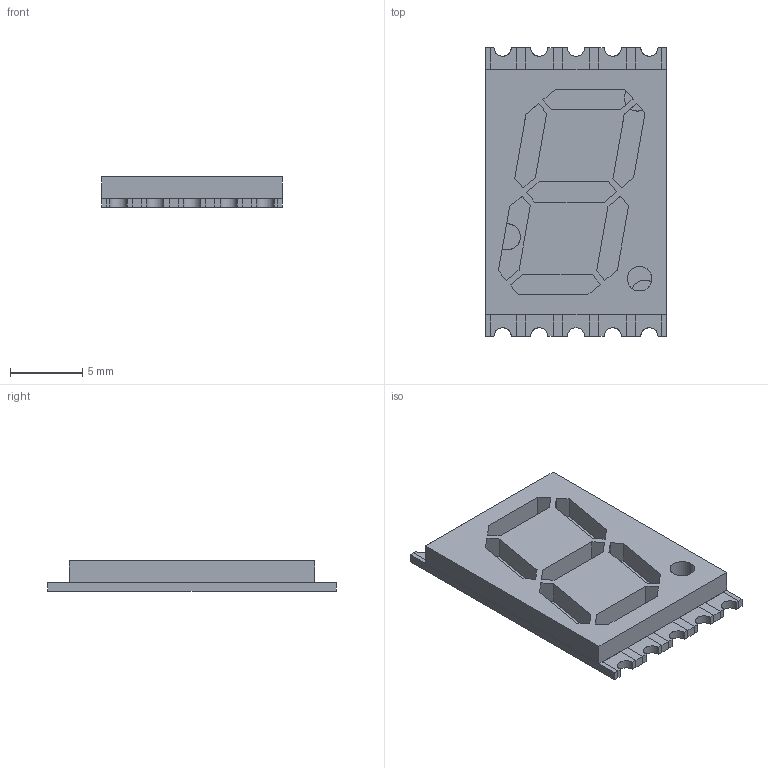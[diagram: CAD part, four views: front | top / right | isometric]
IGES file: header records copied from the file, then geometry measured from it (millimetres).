
Start section: SolidWorks IGES file using analytic representation for surfaces
Global section: file name: DSM7UA56105.IGS; native system: SolidWorks 2018; preprocessor: SolidWorks 2018; author: asanchez; date: 191226.114758; units: inch
Bounding box: 12.5 x 20 x 2.1 mm (x, y, z)
Surface area: 1173.7 mm2 (no closed solid volume)
Topology: 0 solids, 0 shells, 208 faces, 1692 edges, 1692 vertices
Faces by surface type: bspline 180, revolution 28
